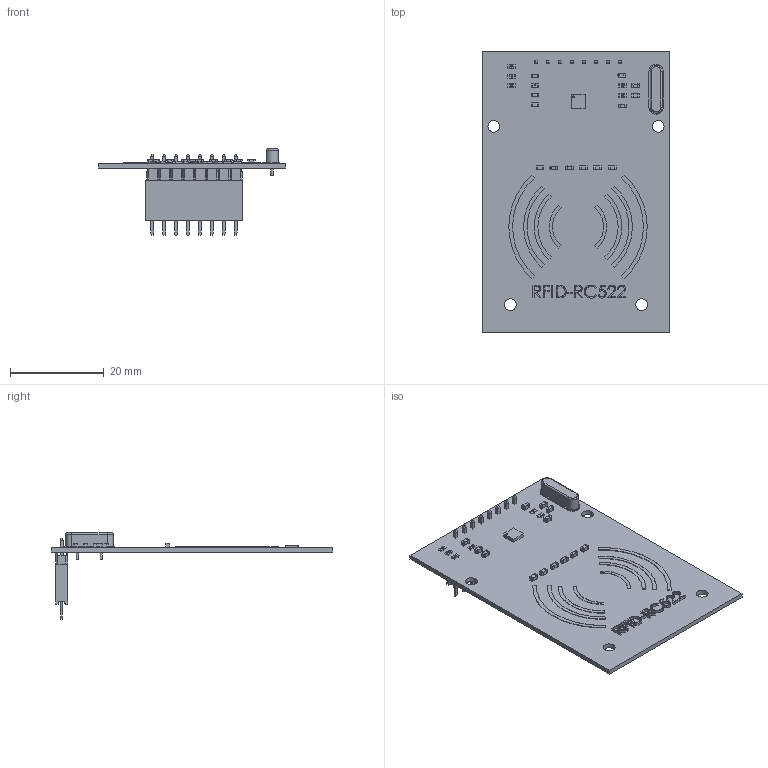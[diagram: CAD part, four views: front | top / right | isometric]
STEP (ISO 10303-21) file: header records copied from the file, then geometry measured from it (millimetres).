
FILE_DESCRIPTION(/* description */ (''),/* implementation_level */ '2;1');
FILE_NAME(/* name */ 'MODULO RFID-RC522.step',/* time_stamp */ '2019-11-22T10:47:57-05:00',/* author */ (''),/* organization */ (''),/* preprocessor_version */ 'ST-DEVELOPER v18',/* originating_system */ 'Autodesk Translation Framework v8.12.0.6',/* authorisation */ '');
FILE_SCHEMA (('AUTOMOTIVE_DESIGN { 1 0 10303 214 3 1 1 }'));
Length unit declared in the file: millimetre
Products named in the file (8): MODULO RFID-RC522; Part1; Part10; S-PWSON-N12; Ceramic Capacitor_0603; Resistor_0603; AW140-EG-G08D; A-BL254-EG-G08D
Assembly tree (24 placements, depth 2):
  MODULO RFID-RC522
    Part1
    Part10
    S-PWSON-N12
    Ceramic Capacitor_0603  x13
    Resistor_0603  x6
    AW140-EG-G08D
    A-BL254-EG-G08D
Bounding box: 40 x 60 x 18.34 mm (x, y, z)
Volume: 2818.9 mm3; surface area: 6979.4 mm2
Topology: 63 solids, 63 shells, 1665 faces, 3903 edges, 2255 vertices
Faces by surface type: plane 1174, cylinder 309, bspline 180, torus 2
Full cylindrical faces by diameter (mm): 0.36 x1, 0.508 x2, 2.5 x4
Entity records: 32375 total; most frequent: CARTESIAN_POINT 9624, ORIENTED_EDGE 4622, DIRECTION 4084, EDGE_CURVE 2311, LINE 2028, VECTOR 2028, VERTEX_POINT 1503, AXIS2_PLACEMENT_3D 1028
